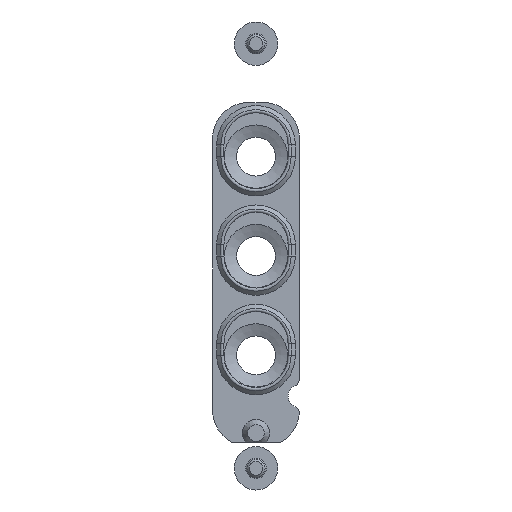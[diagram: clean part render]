
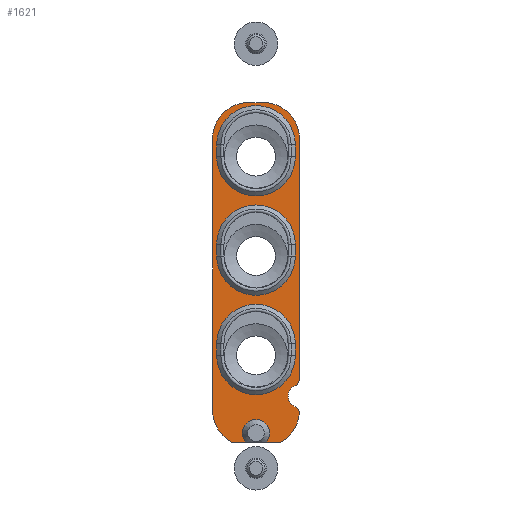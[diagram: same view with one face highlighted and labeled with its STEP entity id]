
A CAD part, front view. The second image highlights one B-rep face of the part: STEP entity #1621.
In plain terms, the highlighted planar face has unit normal (0, -1, 0).
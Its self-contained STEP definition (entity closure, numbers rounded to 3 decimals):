
#124=CIRCLE('',#1779,4.353);
#125=CIRCLE('',#1780,4.353);
#126=CIRCLE('',#1781,4.);
#127=CIRCLE('',#1782,0.75);
#128=CIRCLE('',#1783,1.25);
#129=CIRCLE('',#1784,0.75);
#130=CIRCLE('',#1785,4.);
#131=CIRCLE('',#1786,4.);
#132=CIRCLE('',#1787,4.);
#133=CIRCLE('',#1788,1.5);
#134=CIRCLE('',#1789,4.353);
#135=CIRCLE('',#1790,4.353);
#136=CIRCLE('',#1791,4.353);
#137=CIRCLE('',#1792,4.353);
#264=ORIENTED_EDGE('',*,*,#716,.F.);
#265=ORIENTED_EDGE('',*,*,#717,.F.);
#266=ORIENTED_EDGE('',*,*,#718,.F.);
#267=ORIENTED_EDGE('',*,*,#719,.F.);
#268=ORIENTED_EDGE('',*,*,#720,.F.);
#269=ORIENTED_EDGE('',*,*,#721,.T.);
#270=ORIENTED_EDGE('',*,*,#722,.T.);
#271=ORIENTED_EDGE('',*,*,#723,.F.);
#272=ORIENTED_EDGE('',*,*,#724,.T.);
#273=ORIENTED_EDGE('',*,*,#681,.F.);
#274=ORIENTED_EDGE('',*,*,#725,.T.);
#275=ORIENTED_EDGE('',*,*,#726,.F.);
#276=ORIENTED_EDGE('',*,*,#727,.T.);
#277=ORIENTED_EDGE('',*,*,#685,.F.);
#278=ORIENTED_EDGE('',*,*,#728,.T.);
#279=ORIENTED_EDGE('',*,*,#729,.F.);
#280=ORIENTED_EDGE('',*,*,#730,.F.);
#281=ORIENTED_EDGE('',*,*,#731,.F.);
#282=ORIENTED_EDGE('',*,*,#732,.F.);
#283=ORIENTED_EDGE('',*,*,#733,.F.);
#284=ORIENTED_EDGE('',*,*,#734,.F.);
#285=ORIENTED_EDGE('',*,*,#735,.F.);
#286=ORIENTED_EDGE('',*,*,#736,.F.);
#287=ORIENTED_EDGE('',*,*,#737,.F.);
#288=ORIENTED_EDGE('',*,*,#738,.F.);
#681=EDGE_CURVE('',#908,#909,#1059,.T.);
#685=EDGE_CURVE('',#912,#913,#1063,.T.);
#716=EDGE_CURVE('',#941,#942,#124,.F.);
#717=EDGE_CURVE('',#943,#941,#1077,.T.);
#718=EDGE_CURVE('',#944,#943,#125,.F.);
#719=EDGE_CURVE('',#942,#944,#1078,.T.);
#720=EDGE_CURVE('',#945,#946,#1079,.T.);
#721=EDGE_CURVE('',#945,#947,#126,.F.);
#722=EDGE_CURVE('',#947,#948,#127,.F.);
#723=EDGE_CURVE('',#949,#948,#128,.F.);
#724=EDGE_CURVE('',#949,#909,#129,.F.);
#725=EDGE_CURVE('',#908,#950,#130,.F.);
#726=EDGE_CURVE('',#951,#950,#1080,.T.);
#727=EDGE_CURVE('',#951,#913,#131,.F.);
#728=EDGE_CURVE('',#912,#952,#132,.F.);
#729=EDGE_CURVE('',#953,#952,#1081,.T.);
#730=EDGE_CURVE('',#946,#953,#133,.F.);
#731=EDGE_CURVE('',#954,#955,#134,.F.);
#732=EDGE_CURVE('',#956,#954,#1082,.T.);
#733=EDGE_CURVE('',#957,#956,#135,.F.);
#734=EDGE_CURVE('',#955,#957,#1083,.T.);
#735=EDGE_CURVE('',#958,#959,#136,.F.);
#736=EDGE_CURVE('',#960,#958,#1084,.T.);
#737=EDGE_CURVE('',#961,#960,#137,.F.);
#738=EDGE_CURVE('',#959,#961,#1085,.T.);
#908=VERTEX_POINT('',#2575);
#909=VERTEX_POINT('',#2576);
#912=VERTEX_POINT('',#2584);
#913=VERTEX_POINT('',#2585);
#941=VERTEX_POINT('',#2647);
#942=VERTEX_POINT('',#2648);
#943=VERTEX_POINT('',#2650);
#944=VERTEX_POINT('',#2652);
#945=VERTEX_POINT('',#2655);
#946=VERTEX_POINT('',#2656);
#947=VERTEX_POINT('',#2658);
#948=VERTEX_POINT('',#2660);
#949=VERTEX_POINT('',#2662);
#950=VERTEX_POINT('',#2665);
#951=VERTEX_POINT('',#2667);
#952=VERTEX_POINT('',#2670);
#953=VERTEX_POINT('',#2672);
#954=VERTEX_POINT('',#2675);
#955=VERTEX_POINT('',#2676);
#956=VERTEX_POINT('',#2678);
#957=VERTEX_POINT('',#2680);
#958=VERTEX_POINT('',#2683);
#959=VERTEX_POINT('',#2684);
#960=VERTEX_POINT('',#2686);
#961=VERTEX_POINT('',#2688);
#1059=LINE('',#2574,#1161);
#1063=LINE('',#2583,#1165);
#1077=LINE('',#2649,#1179);
#1078=LINE('',#2653,#1180);
#1079=LINE('',#2654,#1181);
#1080=LINE('',#2666,#1182);
#1081=LINE('',#2671,#1183);
#1082=LINE('',#2677,#1184);
#1083=LINE('',#2681,#1185);
#1084=LINE('',#2685,#1186);
#1085=LINE('',#2689,#1187);
#1161=VECTOR('',#1998,1000.);
#1165=VECTOR('',#2004,1000.);
#1179=VECTOR('',#2060,1000.);
#1180=VECTOR('',#2063,1000.);
#1181=VECTOR('',#2064,1000.);
#1182=VECTOR('',#2075,1000.);
#1183=VECTOR('',#2080,1000.);
#1184=VECTOR('',#2085,1000.);
#1185=VECTOR('',#2088,1000.);
#1186=VECTOR('',#2091,1000.);
#1187=VECTOR('',#2094,1000.);
#1272=EDGE_LOOP('',(#264,#265,#266,#267));
#1273=EDGE_LOOP('',(#268,#269,#270,#271,#272,#273,#274,#275,#276,#277,#278,
#279,#280));
#1274=EDGE_LOOP('',(#281,#282,#283,#284));
#1275=EDGE_LOOP('',(#285,#286,#287,#288));
#1426=FACE_BOUND('',#1272,.T.);
#1427=FACE_BOUND('',#1273,.T.);
#1428=FACE_BOUND('',#1274,.T.);
#1429=FACE_BOUND('',#1275,.T.);
#1575=PLANE('',#1778);
#1621=ADVANCED_FACE('',(#1426,#1427,#1428,#1429),#1575,.F.);
#1778=AXIS2_PLACEMENT_3D('',#2645,#2056,#2057);
#1779=AXIS2_PLACEMENT_3D('',#2646,#2058,#2059);
#1780=AXIS2_PLACEMENT_3D('',#2651,#2061,#2062);
#1781=AXIS2_PLACEMENT_3D('',#2657,#2065,#2066);
#1782=AXIS2_PLACEMENT_3D('',#2659,#2067,#2068);
#1783=AXIS2_PLACEMENT_3D('',#2661,#2069,#2070);
#1784=AXIS2_PLACEMENT_3D('',#2663,#2071,#2072);
#1785=AXIS2_PLACEMENT_3D('',#2664,#2073,#2074);
#1786=AXIS2_PLACEMENT_3D('',#2668,#2076,#2077);
#1787=AXIS2_PLACEMENT_3D('',#2669,#2078,#2079);
#1788=AXIS2_PLACEMENT_3D('',#2673,#2081,#2082);
#1789=AXIS2_PLACEMENT_3D('',#2674,#2083,#2084);
#1790=AXIS2_PLACEMENT_3D('',#2679,#2086,#2087);
#1791=AXIS2_PLACEMENT_3D('',#2682,#2089,#2090);
#1792=AXIS2_PLACEMENT_3D('',#2687,#2092,#2093);
#1998=DIRECTION('',(-1.,0.,0.));
#2004=DIRECTION('',(1.,0.,0.));
#2056=DIRECTION('',(0.,1.,0.));
#2057=DIRECTION('',(0.,0.,1.));
#2058=DIRECTION('',(0.,1.,0.));
#2059=DIRECTION('',(0.,0.,1.));
#2060=DIRECTION('',(1.,0.,0.));
#2061=DIRECTION('',(0.,1.,0.));
#2062=DIRECTION('',(0.,0.,1.));
#2063=DIRECTION('',(-1.,0.,0.));
#2064=DIRECTION('',(0.,0.,1.));
#2065=DIRECTION('',(0.,1.,0.));
#2066=DIRECTION('',(0.,0.,1.));
#2067=DIRECTION('',(0.,1.,0.));
#2068=DIRECTION('',(0.,0.,1.));
#2069=DIRECTION('',(0.,1.,0.));
#2070=DIRECTION('',(0.,0.,1.));
#2071=DIRECTION('',(0.,1.,0.));
#2072=DIRECTION('',(0.,0.,1.));
#2073=DIRECTION('',(0.,1.,0.));
#2074=DIRECTION('',(0.,0.,1.));
#2075=DIRECTION('',(0.,0.,-1.));
#2076=DIRECTION('',(0.,1.,0.));
#2077=DIRECTION('',(0.,0.,1.));
#2078=DIRECTION('',(0.,1.,0.));
#2079=DIRECTION('',(0.,0.,1.));
#2080=DIRECTION('',(0.,0.,1.));
#2081=DIRECTION('',(0.,1.,0.));
#2082=DIRECTION('',(0.,0.,1.));
#2083=DIRECTION('',(0.,1.,0.));
#2084=DIRECTION('',(0.,0.,1.));
#2085=DIRECTION('',(1.,0.,0.));
#2086=DIRECTION('',(0.,1.,0.));
#2087=DIRECTION('',(0.,0.,1.));
#2088=DIRECTION('',(-1.,0.,0.));
#2089=DIRECTION('',(0.,1.,0.));
#2090=DIRECTION('',(0.,0.,1.));
#2091=DIRECTION('',(1.,0.,0.));
#2092=DIRECTION('',(0.,1.,0.));
#2093=DIRECTION('',(0.,0.,1.));
#2094=DIRECTION('',(-1.,0.,0.));
#2574=CARTESIAN_POINT('',(16.96,0.,-4.8));
#2575=CARTESIAN_POINT('',(13.,0.,-4.8));
#2576=CARTESIAN_POINT('',(-13.686,0.,-4.8));
#2583=CARTESIAN_POINT('',(-20.64,0.,4.8));
#2584=CARTESIAN_POINT('',(-17.1,0.,4.8));
#2585=CARTESIAN_POINT('',(13.,0.,4.8));
#2645=CARTESIAN_POINT('',(0.,0.,0.));
#2646=CARTESIAN_POINT('',(1.3,0.,0.));
#2647=CARTESIAN_POINT('',(1.3,0.,-4.353));
#2648=CARTESIAN_POINT('',(1.3,0.,4.353));
#2649=CARTESIAN_POINT('',(0.,0.,-4.353));
#2650=CARTESIAN_POINT('',(0.,0.,-4.353));
#2651=CARTESIAN_POINT('',(0.,0.,0.));
#2652=CARTESIAN_POINT('',(0.,0.,4.353));
#2653=CARTESIAN_POINT('',(0.,0.,4.353));
#2654=CARTESIAN_POINT('',(-20.64,0.,-4.8));
#2655=CARTESIAN_POINT('',(-20.64,0.,-2.662));
#2656=CARTESIAN_POINT('',(-20.64,0.,-1.081));
#2657=CARTESIAN_POINT('',(-17.1,0.,-0.8));
#2658=CARTESIAN_POINT('',(-17.455,0.,-4.784));
#2659=CARTESIAN_POINT('',(-17.389,0.,-4.037));
#2660=CARTESIAN_POINT('',(-16.695,0.,-4.323));
#2661=CARTESIAN_POINT('',(-15.54,0.,-4.8));
#2662=CARTESIAN_POINT('',(-14.381,0.,-4.331));
#2663=CARTESIAN_POINT('',(-13.686,0.,-4.05));
#2664=CARTESIAN_POINT('',(13.,0.,-0.8));
#2665=CARTESIAN_POINT('',(16.96,0.,-1.364));
#2666=CARTESIAN_POINT('',(16.96,0.,4.8));
#2667=CARTESIAN_POINT('',(16.96,0.,1.364));
#2668=CARTESIAN_POINT('',(13.,0.,0.8));
#2669=CARTESIAN_POINT('',(-17.1,0.,0.8));
#2670=CARTESIAN_POINT('',(-20.64,0.,2.662));
#2671=CARTESIAN_POINT('',(-20.64,0.,-4.8));
#2672=CARTESIAN_POINT('',(-20.64,0.,1.081));
#2673=CARTESIAN_POINT('',(-19.6,0.,0.));
#2674=CARTESIAN_POINT('',(12.3,0.,0.));
#2675=CARTESIAN_POINT('',(12.3,0.,-4.353));
#2676=CARTESIAN_POINT('',(12.3,0.,4.353));
#2677=CARTESIAN_POINT('',(0.,0.,-4.353));
#2678=CARTESIAN_POINT('',(11.,0.,-4.353));
#2679=CARTESIAN_POINT('',(11.,0.,0.));
#2680=CARTESIAN_POINT('',(11.,0.,4.353));
#2681=CARTESIAN_POINT('',(0.,0.,4.353));
#2682=CARTESIAN_POINT('',(-9.7,0.,0.));
#2683=CARTESIAN_POINT('',(-9.7,0.,-4.353));
#2684=CARTESIAN_POINT('',(-9.7,0.,4.353));
#2685=CARTESIAN_POINT('',(0.,0.,-4.353));
#2686=CARTESIAN_POINT('',(-11.,0.,-4.353));
#2687=CARTESIAN_POINT('',(-11.,0.,0.));
#2688=CARTESIAN_POINT('',(-11.,0.,4.353));
#2689=CARTESIAN_POINT('',(0.,0.,4.353));
